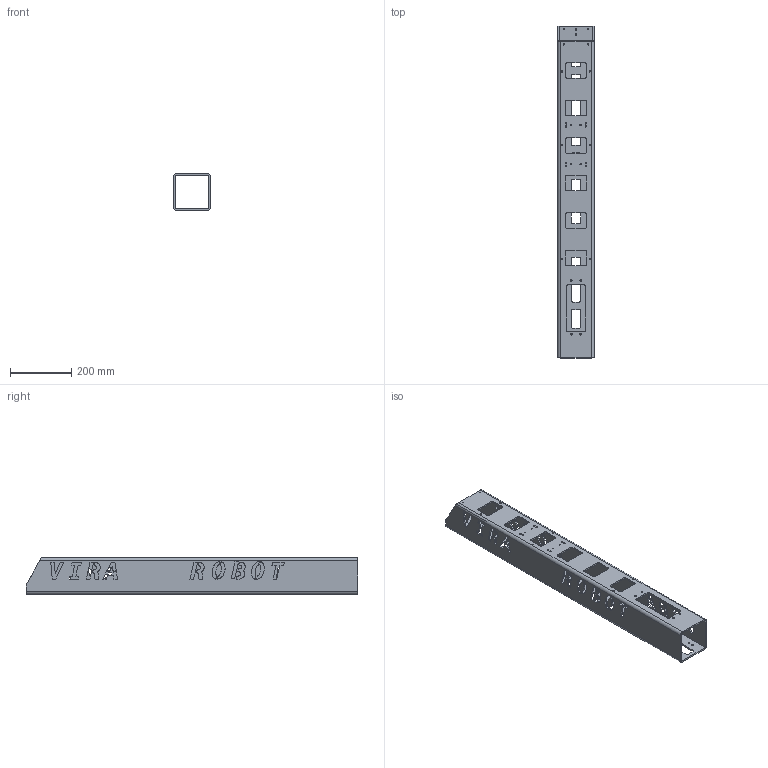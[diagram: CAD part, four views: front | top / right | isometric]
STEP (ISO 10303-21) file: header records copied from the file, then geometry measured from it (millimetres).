
FILE_DESCRIPTION(('CATIA V5 STEP Exchange'),'2;1');
FILE_NAME('VSOTR-X001 - Profile 120x120x5mm - L 1080mm.stp','2022-05-17T05:12:38+00:00',('none'),('none'),'CATIA Version 5 Release 21 GA (IN-10)','CATIA V5 STEP AP214','none');
FILE_SCHEMA(('AUTOMOTIVE_DESIGN { 1 0 10303 214 1 1 1 1 }'));
Length unit declared in the file: millimetre
Products named in the file (1): VSOTR-X001
Bounding box: 120 x 1080 x 120 mm (x, y, z)
Volume: 1902701.2 mm3; surface area: 857190.3 mm2
Topology: 1 solids, 1 shells, 507 faces, 1518 edges, 1012 vertices
Faces by surface type: cylinder 216, plane 211, extrusion 80
Entity records: 19832 total; most frequent: CARTESIAN_POINT 6488, ORIENTED_EDGE 3036, DIRECTION 2052, EDGE_CURVE 1518, VERTEX_POINT 1012, VECTOR 1002, LINE 922, AXIS2_PLACEMENT_3D 743
